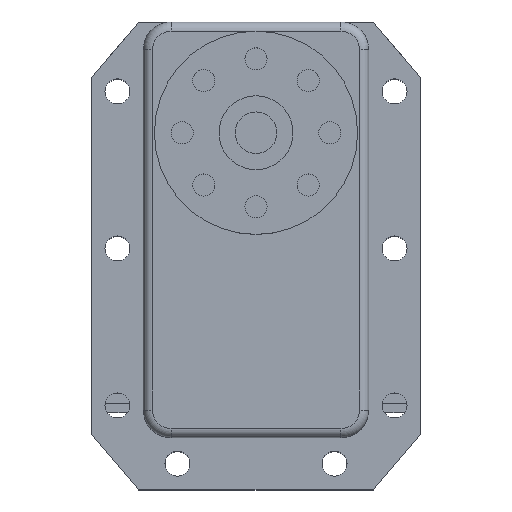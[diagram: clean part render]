
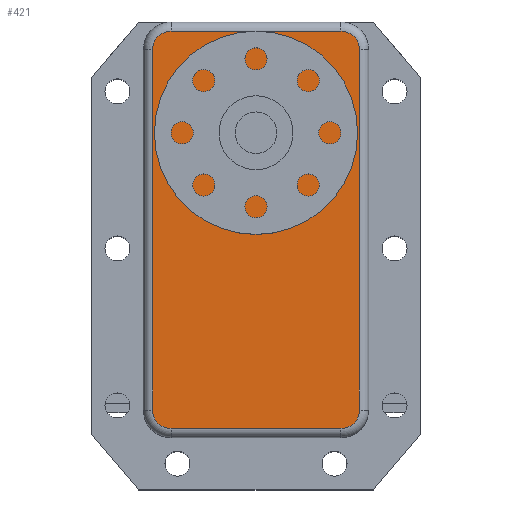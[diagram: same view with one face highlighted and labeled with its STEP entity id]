
A CAD part, top view. The second image highlights one B-rep face of the part: STEP entity #421.
In plain terms, the highlighted planar face has unit normal (0, 0, 1).
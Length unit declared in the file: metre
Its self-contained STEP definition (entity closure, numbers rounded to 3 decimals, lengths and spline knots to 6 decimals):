
#421 = ADVANCED_FACE( '', ( #1140, #1141 ), #1142, .F. );
#1140 = FACE_OUTER_BOUND( '', #2326, .T. );
#1141 = FACE_BOUND( '', #2327, .T. );
#1142 = PLANE( '', #2328 );
#2326 = EDGE_LOOP( '', ( #4510, #4511, #4512, #4513, #4514, #4515, #4516, #4517 ) );
#2327 = EDGE_LOOP( '', ( #4518 ) );
#2328 = AXIS2_PLACEMENT_3D( '', #4519, #4520, #4521 );
#4510 = ORIENTED_EDGE( '', *, *, #7410, .T. );
#4511 = ORIENTED_EDGE( '', *, *, #7411, .T. );
#4512 = ORIENTED_EDGE( '', *, *, #7412, .T. );
#4513 = ORIENTED_EDGE( '', *, *, #7413, .T. );
#4514 = ORIENTED_EDGE( '', *, *, #7210, .T. );
#4515 = ORIENTED_EDGE( '', *, *, #7414, .T. );
#4516 = ORIENTED_EDGE( '', *, *, #7415, .T. );
#4517 = ORIENTED_EDGE( '', *, *, #7416, .T. );
#4518 = ORIENTED_EDGE( '', *, *, #7417, .T. );
#4519 = CARTESIAN_POINT( '', ( -0.0122, -0.033, 0.01775 ) );
#4520 = DIRECTION( '', ( 0., 0., -1. ) );
#4521 = DIRECTION( '', ( -1., 0., 0. ) );
#7210 = EDGE_CURVE( '', #8398, #8396, #8399, .F. );
#7410 = EDGE_CURVE( '', #8751, #8752, #8753, .F. );
#7411 = EDGE_CURVE( '', #8752, #8754, #8755, .T. );
#7412 = EDGE_CURVE( '', #8754, #8756, #8757, .F. );
#7413 = EDGE_CURVE( '', #8756, #8398, #8758, .T. );
#7414 = EDGE_CURVE( '', #8396, #8759, #8760, .T. );
#7415 = EDGE_CURVE( '', #8759, #8761, #8762, .F. );
#7416 = EDGE_CURVE( '', #8761, #8751, #8763, .T. );
#7417 = EDGE_CURVE( '', #8764, #8764, #8765, .T. );
#8396 = VERTEX_POINT( '', #10195 );
#8398 = VERTEX_POINT( '', #10197 );
#8399 = CIRCLE( '', #10198, 0.002 );
#8751 = VERTEX_POINT( '', #10704 );
#8752 = VERTEX_POINT( '', #10705 );
#8753 = CIRCLE( '', #10706, 0.002 );
#8754 = VERTEX_POINT( '', #10707 );
#8755 = LINE( '', #10708, #10709 );
#8756 = VERTEX_POINT( '', #10710 );
#8757 = CIRCLE( '', #10711, 0.002 );
#8758 = LINE( '', #10712, #10713 );
#8759 = VERTEX_POINT( '', #10714 );
#8760 = LINE( '', #10715, #10716 );
#8761 = VERTEX_POINT( '', #10717 );
#8762 = CIRCLE( '', #10718, 0.002 );
#8763 = LINE( '', #10719, #10720 );
#8764 = VERTEX_POINT( '', #10721 );
#8765 = CIRCLE( '', #10722, 0.005 );
#10195 = CARTESIAN_POINT( '', ( -0.0112, 0.009, 0.01775 ) );
#10197 = CARTESIAN_POINT( '', ( -0.0092, 0.011, 0.01775 ) );
#10198 = AXIS2_PLACEMENT_3D( '', #12710, #12711, #12712 );
#10704 = CARTESIAN_POINT( '', ( 0.0092, -0.032, 0.01775 ) );
#10705 = CARTESIAN_POINT( '', ( 0.0112, -0.03, 0.01775 ) );
#10706 = AXIS2_PLACEMENT_3D( '', #12909, #12910, #12911 );
#10707 = CARTESIAN_POINT( '', ( 0.0112, 0.009, 0.01775 ) );
#10708 = CARTESIAN_POINT( '', ( 0.0112, -0.033, 0.01775 ) );
#10709 = VECTOR( '', #12912, 1. );
#10710 = CARTESIAN_POINT( '', ( 0.0092, 0.011, 0.01775 ) );
#10711 = AXIS2_PLACEMENT_3D( '', #12913, #12914, #12915 );
#10712 = CARTESIAN_POINT( '', ( -0.0122, 0.011, 0.01775 ) );
#10713 = VECTOR( '', #12916, 1. );
#10714 = CARTESIAN_POINT( '', ( -0.0112, -0.03, 0.01775 ) );
#10715 = CARTESIAN_POINT( '', ( -0.0112, -0.033, 0.01775 ) );
#10716 = VECTOR( '', #12917, 1. );
#10717 = CARTESIAN_POINT( '', ( -0.0092, -0.032, 0.01775 ) );
#10718 = AXIS2_PLACEMENT_3D( '', #12918, #12919, #12920 );
#10719 = CARTESIAN_POINT( '', ( -0.0122, -0.032, 0.01775 ) );
#10720 = VECTOR( '', #12921, 1. );
#10721 = CARTESIAN_POINT( '', ( -0.005, 0., 0.01775 ) );
#10722 = AXIS2_PLACEMENT_3D( '', #12922, #12923, #12924 );
#12710 = CARTESIAN_POINT( '', ( -0.0092, 0.009, 0.01775 ) );
#12711 = DIRECTION( '', ( 0., 0., -1. ) );
#12712 = DIRECTION( '', ( -1., 0., 0. ) );
#12909 = CARTESIAN_POINT( '', ( 0.0092, -0.03, 0.01775 ) );
#12910 = DIRECTION( '', ( 0., 0., -1. ) );
#12911 = DIRECTION( '', ( -1., 0., 0. ) );
#12912 = DIRECTION( '', ( 0., 1., 0. ) );
#12913 = CARTESIAN_POINT( '', ( 0.0092, 0.009, 0.01775 ) );
#12914 = DIRECTION( '', ( 0., 0., -1. ) );
#12915 = DIRECTION( '', ( -1., 0., 0. ) );
#12916 = DIRECTION( '', ( -1., 0., 0. ) );
#12917 = DIRECTION( '', ( 0., -1., 0. ) );
#12918 = CARTESIAN_POINT( '', ( -0.0092, -0.03, 0.01775 ) );
#12919 = DIRECTION( '', ( 0., 0., -1. ) );
#12920 = DIRECTION( '', ( -1., 0., 0. ) );
#12921 = DIRECTION( '', ( 1., 0., 0. ) );
#12922 = CARTESIAN_POINT( '', ( 0., 0., 0.01775 ) );
#12923 = DIRECTION( '', ( 0., 0., -1. ) );
#12924 = DIRECTION( '', ( -1., 0., 0. ) );
